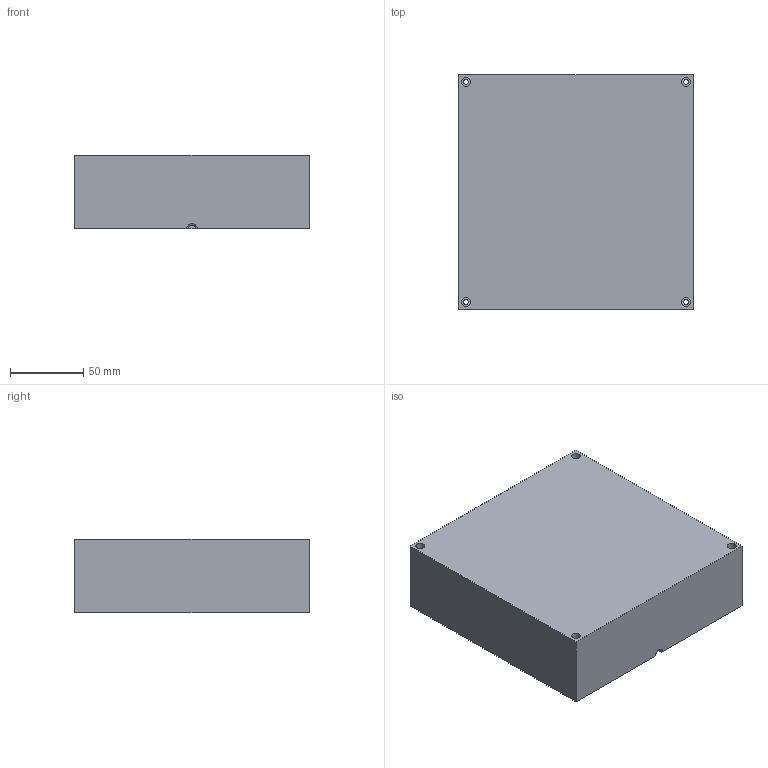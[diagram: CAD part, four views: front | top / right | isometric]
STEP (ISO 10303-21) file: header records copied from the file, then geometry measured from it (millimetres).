
FILE_DESCRIPTION(/* description */ (''),/* implementation_level */ '2;1');
FILE_NAME(/* name */ 'Wassertank Oberteil v13.step',/* time_stamp */ '2024-10-10T09:25:27+02:00',/* author */ (''),/* organization */ (''),/* preprocessor_version */ 'ST-DEVELOPER v20',/* originating_system */ 'Autodesk Translation Framework v13.20.0.188',/* authorisation */ '');
FILE_SCHEMA (('AUTOMOTIVE_DESIGN { 1 0 10303 214 3 1 1 }'));
Length unit declared in the file: millimetre
Products named in the file (2): Wassertank Oberteil; Deckel
Assembly tree (1 placements, depth 2):
  Wassertank Oberteil
    Deckel
Bounding box: 160 x 160 x 50 mm (x, y, z)
Volume: 268445.9 mm3; surface area: 111787.3 mm2
Topology: 1 solids, 1 shells, 93 faces, 216 edges, 135 vertices
Faces by surface type: cylinder 43, plane 33, torus 17
Full cylindrical faces by diameter (mm): 3.2 x4, 4 x3, 6 x4, 7 x3
Entity records: 2813 total; most frequent: CARTESIAN_POINT 551, DIRECTION 502, ORIENTED_EDGE 432, EDGE_CURVE 216, AXIS2_PLACEMENT_3D 198, VERTEX_POINT 135, EDGE_LOOP 111, LINE 106
